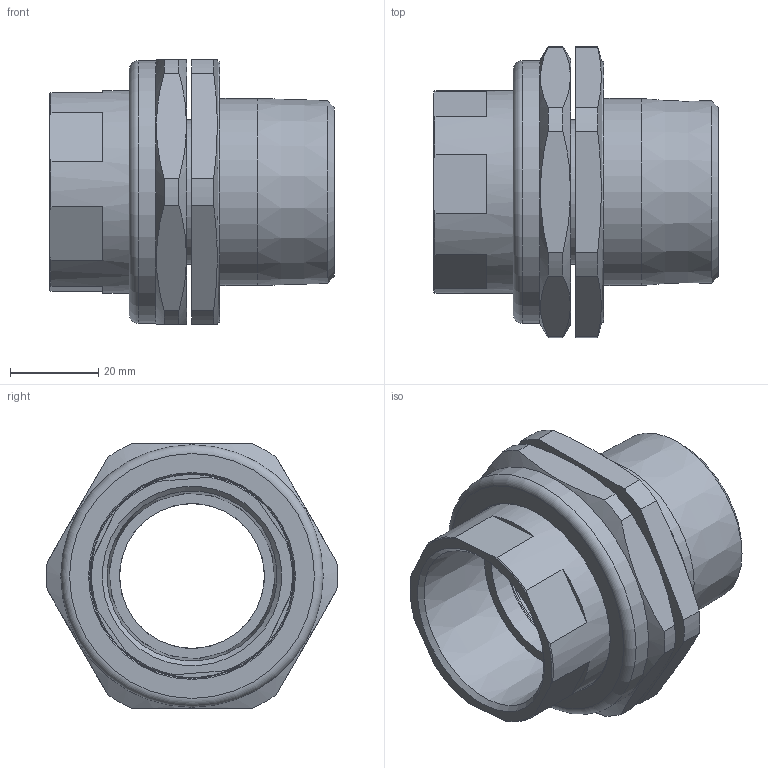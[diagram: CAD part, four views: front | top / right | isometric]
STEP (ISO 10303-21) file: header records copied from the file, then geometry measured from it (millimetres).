
FILE_DESCRIPTION (( 'STEP AP203' ), '1' );
FILE_NAME ('780DT4T4.STEP', '2017-09-27T10:45:46', ( '' ), ( '' ), 'SwSTEP 2.0', 'SolidWorks 2017', '' );
FILE_SCHEMA (( 'CONFIG_CONTROL_DESIGN' ));
Length unit declared in the file: millimetre
Products named in the file (1): 780DT4T4
Bounding box: 64.43 x 65.97 x 60 mm (x, y, z)
Surface area: 23467.1 mm2 (no closed solid volume)
Topology: 0 solids, 3 shells, 73 faces, 184 edges, 119 vertices
Faces by surface type: plane 32, cone 21, cylinder 19, torus 1
Full cylindrical faces by diameter (mm): 32.8 x2, 42.4 x1, 46 x1, 46.4 x1, 59 x1, 59.5 x1
Entity records: 2311 total; most frequent: CARTESIAN_POINT 576, DIRECTION 348, ORIENTED_EDGE 320, EDGE_CURVE 163, AXIS2_PLACEMENT_3D 147, VERTEX_POINT 115, EDGE_LOOP 98, FACE_OUTER_BOUND 81
